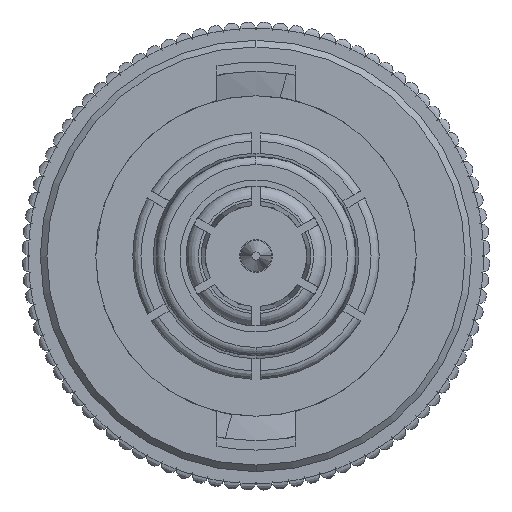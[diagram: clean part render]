
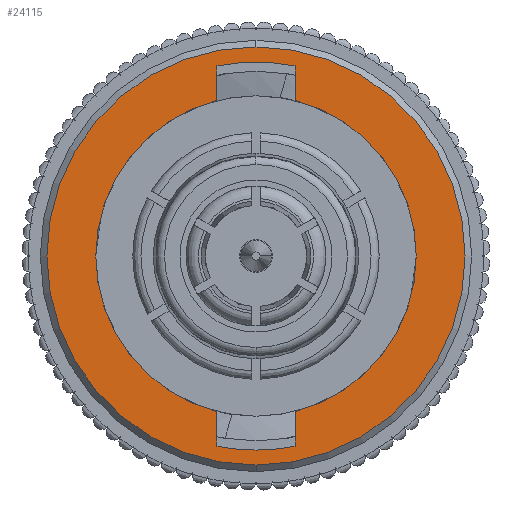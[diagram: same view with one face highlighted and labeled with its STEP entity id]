
A CAD part, left-side view. The second image highlights one B-rep face of the part: STEP entity #24115.
In plain terms, the highlighted face is planar.
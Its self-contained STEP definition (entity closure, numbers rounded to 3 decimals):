
#91 = DIRECTION ( 'NONE',  ( 0., 0., 1. ) ) ;
#654 = VERTEX_POINT ( 'NONE', #7754 ) ;
#810 = ORIENTED_EDGE ( 'NONE', *, *, #3886, .F. ) ;
#976 = FACE_BOUND ( 'NONE', #21586, .T. ) ;
#1456 = ORIENTED_EDGE ( 'NONE', *, *, #16004, .F. ) ;
#2921 = VERTEX_POINT ( 'NONE', #25784 ) ;
#3025 = CARTESIAN_POINT ( 'NONE',  ( 0., 1.207, -5.877 ) ) ;
#3287 = CARTESIAN_POINT ( 'NONE',  ( 0., -1.207, -4.804 ) ) ;
#3886 = EDGE_CURVE ( 'NONE', #14674, #7764, #17855, .T. ) ;
#4467 = DIRECTION ( 'NONE',  ( 0., 0., -1. ) ) ;
#4509 = AXIS2_PLACEMENT_3D ( 'NONE', #11379, #21621, #21106 ) ;
#4579 = CIRCLE ( 'NONE', #19260, 4.953 ) ;
#5070 = CARTESIAN_POINT ( 'NONE',  ( 0., 0., 0. ) ) ;
#6037 = ORIENTED_EDGE ( 'NONE', *, *, #15949, .T. ) ;
#6130 = ORIENTED_EDGE ( 'NONE', *, *, #18642, .F. ) ;
#6439 = CARTESIAN_POINT ( 'NONE',  ( 0., 0., 0. ) ) ;
#6480 = CARTESIAN_POINT ( 'NONE',  ( 0., 0., 0. ) ) ;
#6648 = VECTOR ( 'NONE', #14731, 1000. ) ;
#6661 = ORIENTED_EDGE ( 'NONE', *, *, #18205, .F. ) ;
#7529 = EDGE_CURVE ( 'NONE', #2921, #23146, #16154, .T. ) ;
#7621 = CIRCLE ( 'NONE', #10536, 4.953 ) ;
#7754 = CARTESIAN_POINT ( 'NONE',  ( 0., -1.207, 5.877 ) ) ;
#7764 = VERTEX_POINT ( 'NONE', #3025 ) ;
#8570 = DIRECTION ( 'NONE',  ( -1., 0., 0. ) ) ;
#8624 = EDGE_CURVE ( 'NONE', #7764, #24774, #18986, .T. ) ;
#8999 = DIRECTION ( 'NONE',  ( 0., 0., 1. ) ) ;
#9002 = DIRECTION ( 'NONE',  ( 0., 0., 1. ) ) ;
#9466 = AXIS2_PLACEMENT_3D ( 'NONE', #18224, #10592, #18607 ) ;
#10121 = CARTESIAN_POINT ( 'NONE',  ( 0., 1.207, 5.877 ) ) ;
#10255 = LINE ( 'NONE', #22072, #15050 ) ;
#10322 = CARTESIAN_POINT ( 'NONE',  ( 0., 1.207, -4.804 ) ) ;
#10536 = AXIS2_PLACEMENT_3D ( 'NONE', #6480, #18550, #91 ) ;
#10592 = DIRECTION ( 'NONE',  ( 1., 0., 0. ) ) ;
#11379 = CARTESIAN_POINT ( 'NONE',  ( 0., 0., 0. ) ) ;
#11702 = VERTEX_POINT ( 'NONE', #3287 ) ;
#11857 = ORIENTED_EDGE ( 'NONE', *, *, #8624, .F. ) ;
#11910 = CARTESIAN_POINT ( 'NONE',  ( 0., -1.206, 4.804 ) ) ;
#11914 = EDGE_LOOP ( 'NONE', ( #1456, #24712 ) ) ;
#11971 = CIRCLE ( 'NONE', #19116, 6. ) ;
#12329 = EDGE_CURVE ( 'NONE', #13383, #654, #11971, .T. ) ;
#12391 = CARTESIAN_POINT ( 'NONE',  ( 0., 0., 0. ) ) ;
#12460 = VERTEX_POINT ( 'NONE', #15946 ) ;
#12515 = DIRECTION ( 'NONE',  ( 0., 0., 1. ) ) ;
#12534 = VERTEX_POINT ( 'NONE', #13716 ) ;
#13048 = FACE_OUTER_BOUND ( 'NONE', #11914, .T. ) ;
#13082 = CIRCLE ( 'NONE', #23138, 6.464 ) ;
#13383 = VERTEX_POINT ( 'NONE', #21806 ) ;
#13716 = CARTESIAN_POINT ( 'NONE',  ( 0., 0., -6.464 ) ) ;
#14091 = EDGE_CURVE ( 'NONE', #23146, #13383, #14153, .T. ) ;
#14153 = CIRCLE ( 'NONE', #4509, 6. ) ;
#14438 = DIRECTION ( 'NONE',  ( -1., 0., 0. ) ) ;
#14467 = ORIENTED_EDGE ( 'NONE', *, *, #25158, .T. ) ;
#14614 = VECTOR ( 'NONE', #15900, 1000. ) ;
#14674 = VERTEX_POINT ( 'NONE', #18160 ) ;
#14731 = DIRECTION ( 'NONE',  ( 0., 0., -1. ) ) ;
#14733 = CARTESIAN_POINT ( 'NONE',  ( 0., 0., 0. ) ) ;
#15038 = CARTESIAN_POINT ( 'NONE',  ( 0., 1.207, -5.877 ) ) ;
#15050 = VECTOR ( 'NONE', #4467, 1000. ) ;
#15900 = DIRECTION ( 'NONE',  ( 0., 0., 1. ) ) ;
#15946 = CARTESIAN_POINT ( 'NONE',  ( 0., 0., 6.464 ) ) ;
#15949 = EDGE_CURVE ( 'NONE', #11702, #24684, #4579, .T. ) ;
#16004 = EDGE_CURVE ( 'NONE', #12460, #12534, #25153, .T. ) ;
#16154 = LINE ( 'NONE', #10121, #14614 ) ;
#16577 = PLANE ( 'NONE',  #18047 ) ;
#16625 = CARTESIAN_POINT ( 'NONE',  ( 0., 1.207, 5.877 ) ) ;
#16837 = DIRECTION ( 'NONE',  ( -1., 0., 0. ) ) ;
#17394 = DIRECTION ( 'NONE',  ( 1., 0., 0. ) ) ;
#17855 = CIRCLE ( 'NONE', #9466, 6. ) ;
#18047 = AXIS2_PLACEMENT_3D ( 'NONE', #21062, #8570, #24598 ) ;
#18095 = ORIENTED_EDGE ( 'NONE', *, *, #12329, .F. ) ;
#18160 = CARTESIAN_POINT ( 'NONE',  ( 0., -1.207, -5.877 ) ) ;
#18205 = EDGE_CURVE ( 'NONE', #654, #24684, #22491, .T. ) ;
#18224 = CARTESIAN_POINT ( 'NONE',  ( 0., 0., 0. ) ) ;
#18550 = DIRECTION ( 'NONE',  ( -1., 0., 0. ) ) ;
#18607 = DIRECTION ( 'NONE',  ( 0., 0., 1. ) ) ;
#18642 = EDGE_CURVE ( 'NONE', #11702, #14674, #10255, .T. ) ;
#18986 = LINE ( 'NONE', #15038, #21801 ) ;
#19116 = AXIS2_PLACEMENT_3D ( 'NONE', #5070, #17394, #9002 ) ;
#19260 = AXIS2_PLACEMENT_3D ( 'NONE', #14733, #16837, #12515 ) ;
#19281 = AXIS2_PLACEMENT_3D ( 'NONE', #12391, #22759, #20406 ) ;
#20404 = CARTESIAN_POINT ( 'NONE',  ( 0., -1.207, 5.877 ) ) ;
#20406 = DIRECTION ( 'NONE',  ( 0., 0., 1. ) ) ;
#21062 = CARTESIAN_POINT ( 'NONE',  ( 0., 4.953, 0. ) ) ;
#21102 = ORIENTED_EDGE ( 'NONE', *, *, #14091, .F. ) ;
#21106 = DIRECTION ( 'NONE',  ( 0., 0., 1. ) ) ;
#21416 = EDGE_CURVE ( 'NONE', #12534, #12460, #13082, .T. ) ;
#21586 = EDGE_LOOP ( 'NONE', ( #6037, #6661, #18095, #21102, #23308, #14467, #11857, #810, #6130 ) ) ;
#21621 = DIRECTION ( 'NONE',  ( 1., 0., 0. ) ) ;
#21801 = VECTOR ( 'NONE', #8999, 1000. ) ;
#21806 = CARTESIAN_POINT ( 'NONE',  ( 0., 0., 6. ) ) ;
#22072 = CARTESIAN_POINT ( 'NONE',  ( 0., -1.207, -5.877 ) ) ;
#22491 = LINE ( 'NONE', #20404, #6648 ) ;
#22759 = DIRECTION ( 'NONE',  ( -1., 0., 0. ) ) ;
#23138 = AXIS2_PLACEMENT_3D ( 'NONE', #6439, #14438, #25874 ) ;
#23146 = VERTEX_POINT ( 'NONE', #16625 ) ;
#23308 = ORIENTED_EDGE ( 'NONE', *, *, #7529, .F. ) ;
#24115 = ADVANCED_FACE ( 'NONE', ( #13048, #976 ), #16577, .F. ) ;
#24598 = DIRECTION ( 'NONE',  ( 0., 0., 1. ) ) ;
#24684 = VERTEX_POINT ( 'NONE', #11910 ) ;
#24712 = ORIENTED_EDGE ( 'NONE', *, *, #21416, .F. ) ;
#24774 = VERTEX_POINT ( 'NONE', #10322 ) ;
#25153 = CIRCLE ( 'NONE', #19281, 6.464 ) ;
#25158 = EDGE_CURVE ( 'NONE', #2921, #24774, #7621, .T. ) ;
#25784 = CARTESIAN_POINT ( 'NONE',  ( 0., 1.207, 4.804 ) ) ;
#25874 = DIRECTION ( 'NONE',  ( 0., 0., 1. ) ) ;
